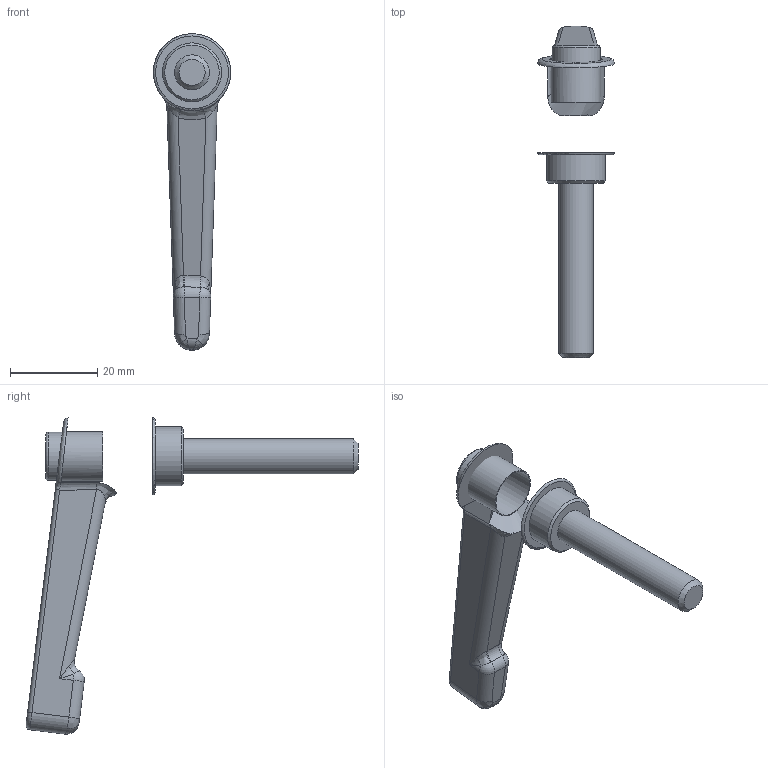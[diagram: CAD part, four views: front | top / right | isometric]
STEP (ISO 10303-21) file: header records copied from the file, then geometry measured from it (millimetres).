
FILE_DESCRIPTION((''),'2;1');
FILE_NAME('AR3507.stp','2021-06-24T13:46:26',('arma03'),(''),'Autodesk Inventor 2013','Autodesk Inventor 2013','');
FILE_SCHEMA(('AUTOMOTIVE_DESIGN { 1 0 10303 214 1 1 1 1 }'));
Length unit declared in the file: millimetre
Products named in the file (1): AR3507
Bounding box: 17.69 x 76.05 x 72.5 mm (x, y, z)
Volume: 1800.4 mm3; surface area: 5022 mm2
Topology: 1 solids, 2 shells, 67 faces, 142 edges, 80 vertices
Faces by surface type: plane 23, cylinder 19, bspline 17, torus 4, sphere 2, cone 2
Full cylindrical faces by diameter (mm): 8 x1, 11 x1, 11.4 x1, 13.5 x1, 17.7 x2
Entity records: 2301 total; most frequent: CARTESIAN_POINT 908, DIRECTION 258, ORIENTED_EDGE 252, EDGE_CURVE 126, AXIS2_PLACEMENT_3D 104, EDGE_LOOP 79, VERTEX_POINT 77, FACE_OUTER_BOUND 65
